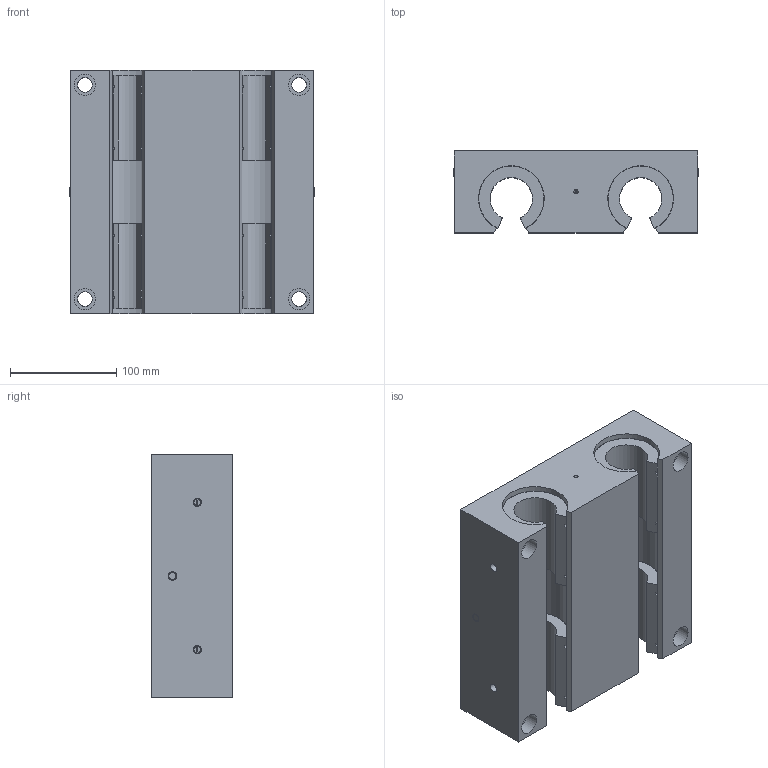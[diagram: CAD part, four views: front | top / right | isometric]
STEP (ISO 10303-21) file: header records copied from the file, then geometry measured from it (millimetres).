
FILE_DESCRIPTION(/* description */ ('Linearschlitten, offen, mit Kunststoffkäfig'),/* implementation_level */ '2;1');
FILE_NAME(/* name */ '191879-0.step',/* time_stamp */ '2021-08-19T14:23:01+02:00',/* author */ ('MuellerJ'),/* organization */ (''),/* preprocessor_version */ 'ST-DEVELOPER v18.1',/* originating_system */ 'Autodesk Inventor 2021',/* authorisation */ '');
FILE_SCHEMA (('AUTOMOTIVE_DESIGN { 1 0 10303 214 3 1 1 }'));
Length unit declared in the file: millimetre
Products named in the file (3): leer; leer_1; leer_2
Assembly tree (5 placements, depth 2):
  leer
    leer_1
    leer_2  x4
Bounding box: 230.5 x 77 x 230 mm (x, y, z)
Volume: 3074767.8 mm3; surface area: 357856.1 mm2
Topology: 5 solids, 9 shells, 188 faces, 410 edges, 270 vertices
Faces by surface type: plane 98, cylinder 69, cone 12, torus 9
Full cylindrical faces by diameter (mm): 1.6 x1, 2.9 x4, 4 x6, 4.134 x8, 6.5 x4, 6.917 x2, 8 x6, 13.835 x4, 14 x4, 20 x4
Entity records: 4075 total; most frequent: CARTESIAN_POINT 871, DIRECTION 693, ORIENTED_EDGE 566, EDGE_CURVE 283, AXIS2_PLACEMENT_3D 280, EDGE_LOOP 187, VERTEX_POINT 186, FACE_OUTER_BOUND 140
